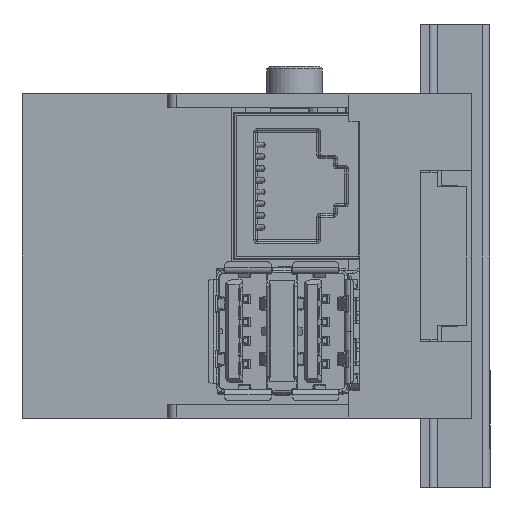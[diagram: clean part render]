
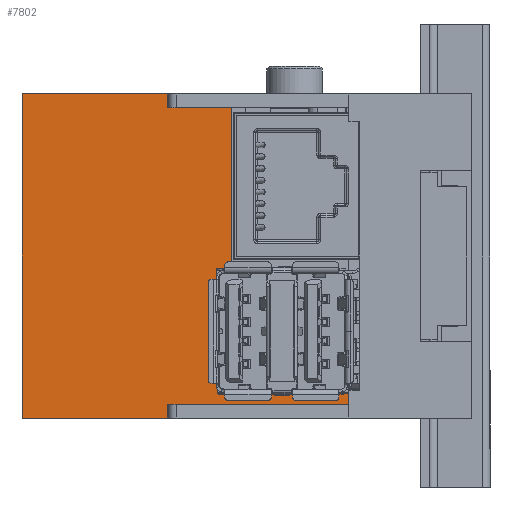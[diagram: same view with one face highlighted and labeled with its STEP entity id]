
A CAD part, left-side view. The second image highlights one B-rep face of the part: STEP entity #7802.
In plain terms, the highlighted face is planar.
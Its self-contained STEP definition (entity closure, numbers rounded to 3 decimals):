
#717 = VERTEX_POINT ( 'NONE', #131729 ) ;
#1602 = VERTEX_POINT ( 'NONE', #78097 ) ;
#3127 = LINE ( 'NONE', #31404, #128725 ) ;
#4718 = EDGE_CURVE ( 'NONE', #1602, #28539, #87535, .T. ) ;
#7673 = CARTESIAN_POINT ( 'NONE',  ( 40., -0.2, 14.882 ) ) ;
#7802 = ADVANCED_FACE ( 'NONE', ( #132146 ), #51920, .F. ) ;
#8820 = VERTEX_POINT ( 'NONE', #110917 ) ;
#13741 = CARTESIAN_POINT ( 'NONE',  ( 40., 35.3, 17.5 ) ) ;
#18255 = CARTESIAN_POINT ( 'NONE',  ( 40., 19.6, 17.5 ) ) ;
#18914 = DIRECTION ( 'NONE',  ( 0., 1., 0. ) ) ;
#21213 = CARTESIAN_POINT ( 'NONE',  ( 40., 19.6, 17.5 ) ) ;
#22781 = LINE ( 'NONE', #157234, #111069 ) ;
#23512 = EDGE_LOOP ( 'NONE', ( #79157, #79957, #42046, #53241, #54266, #156052, #120693, #104005, #92422, #61336, #107484, #72049 ) ) ;
#24360 = DIRECTION ( 'NONE',  ( 0., 0., -1. ) ) ;
#25273 = DIRECTION ( 'NONE',  ( 0., 1., 0. ) ) ;
#28539 = VERTEX_POINT ( 'NONE', #13741 ) ;
#30131 = DIRECTION ( 'NONE',  ( 0., 0., 1. ) ) ;
#31404 = CARTESIAN_POINT ( 'NONE',  ( 40., 14.168, 14.882 ) ) ;
#32926 = CARTESIAN_POINT ( 'NONE',  ( 40., 19.6, -16. ) ) ;
#33174 = VECTOR ( 'NONE', #125075, 1000. ) ;
#34033 = EDGE_CURVE ( 'NONE', #717, #8820, #109371, .T. ) ;
#34828 = VERTEX_POINT ( 'NONE', #132564 ) ;
#36643 = LINE ( 'NONE', #18255, #93510 ) ;
#37954 = CARTESIAN_POINT ( 'NONE',  ( 40., 12.65, 1.401 ) ) ;
#42046 = ORIENTED_EDGE ( 'NONE', *, *, #149925, .F. ) ;
#43893 = DIRECTION ( 'NONE',  ( 0., 0., 1. ) ) ;
#45839 = VERTEX_POINT ( 'NONE', #32926 ) ;
#46010 = LINE ( 'NONE', #131082, #77265 ) ;
#48701 = VECTOR ( 'NONE', #25273, 1000. ) ;
#51920 = PLANE ( 'NONE',  #125390 ) ;
#53241 = ORIENTED_EDGE ( 'NONE', *, *, #34033, .F. ) ;
#54235 = VECTOR ( 'NONE', #139856, 1000. ) ;
#54266 = ORIENTED_EDGE ( 'NONE', *, *, #68382, .F. ) ;
#54780 = CARTESIAN_POINT ( 'NONE',  ( 40., 19.6, 17.5 ) ) ;
#56453 = LINE ( 'NONE', #7673, #64260 ) ;
#57102 = VERTEX_POINT ( 'NONE', #116751 ) ;
#59083 = LINE ( 'NONE', #54780, #82868 ) ;
#61336 = ORIENTED_EDGE ( 'NONE', *, *, #151380, .F. ) ;
#61705 = CARTESIAN_POINT ( 'NONE',  ( 40., 19.6, -17.5 ) ) ;
#64260 = VECTOR ( 'NONE', #146510, 1000. ) ;
#68382 = EDGE_CURVE ( 'NONE', #137003, #717, #46010, .T. ) ;
#72049 = ORIENTED_EDGE ( 'NONE', *, *, #81301, .F. ) ;
#72927 = CARTESIAN_POINT ( 'NONE',  ( 40., 12.65, -16. ) ) ;
#77265 = VECTOR ( 'NONE', #43893, 1000. ) ;
#77989 = LINE ( 'NONE', #85731, #80014 ) ;
#78097 = CARTESIAN_POINT ( 'NONE',  ( 40., 35.3, -17.5 ) ) ;
#79157 = ORIENTED_EDGE ( 'NONE', *, *, #122392, .T. ) ;
#79957 = ORIENTED_EDGE ( 'NONE', *, *, #87390, .F. ) ;
#80014 = VECTOR ( 'NONE', #24360, 1000. ) ;
#81301 = EDGE_CURVE ( 'NONE', #57102, #135338, #148925, .T. ) ;
#82868 = VECTOR ( 'NONE', #30131, 1000. ) ;
#84575 = CARTESIAN_POINT ( 'NONE',  ( 40., 19.6, 17.5 ) ) ;
#85731 = CARTESIAN_POINT ( 'NONE',  ( 40., 0., 16. ) ) ;
#87112 = VECTOR ( 'NONE', #94697, 1000. ) ;
#87390 = EDGE_CURVE ( 'NONE', #155282, #34828, #56453, .T. ) ;
#87535 = LINE ( 'NONE', #114643, #54235 ) ;
#92422 = ORIENTED_EDGE ( 'NONE', *, *, #4718, .T. ) ;
#93510 = VECTOR ( 'NONE', #94974, 1000. ) ;
#94697 = DIRECTION ( 'NONE',  ( 0., 0., 1. ) ) ;
#94974 = DIRECTION ( 'NONE',  ( 0., 1., 0. ) ) ;
#95433 = CARTESIAN_POINT ( 'NONE',  ( 40., -32.035, 16. ) ) ;
#97566 = LINE ( 'NONE', #61705, #148703 ) ;
#98034 = VERTEX_POINT ( 'NONE', #84575 ) ;
#102758 = EDGE_CURVE ( 'NONE', #137003, #45839, #22781, .T. ) ;
#102879 = DIRECTION ( 'NONE',  ( 0., 0., 1. ) ) ;
#103408 = DIRECTION ( 'NONE',  ( -1., 0., 0. ) ) ;
#104005 = ORIENTED_EDGE ( 'NONE', *, *, #143884, .T. ) ;
#107484 = ORIENTED_EDGE ( 'NONE', *, *, #135849, .F. ) ;
#108636 = DIRECTION ( 'NONE',  ( 0., -0.006, 1. ) ) ;
#109371 = LINE ( 'NONE', #37954, #48701 ) ;
#110917 = CARTESIAN_POINT ( 'NONE',  ( 40., 14.252, 1.401 ) ) ;
#111069 = VECTOR ( 'NONE', #18914, 1000. ) ;
#114643 = CARTESIAN_POINT ( 'NONE',  ( 40., 35.3, 17.5 ) ) ;
#115123 = CARTESIAN_POINT ( 'NONE',  ( 40., 19.6, -17.5 ) ) ;
#116751 = CARTESIAN_POINT ( 'NONE',  ( 40., 0., 16. ) ) ;
#120693 = ORIENTED_EDGE ( 'NONE', *, *, #137317, .F. ) ;
#122392 = EDGE_CURVE ( 'NONE', #57102, #34828, #77989, .T. ) ;
#125075 = DIRECTION ( 'NONE',  ( 0., 1., 0. ) ) ;
#125390 = AXIS2_PLACEMENT_3D ( 'NONE', #151852, #103408, #102879 ) ;
#126328 = LINE ( 'NONE', #21213, #87112 ) ;
#128725 = VECTOR ( 'NONE', #108636, 1000. ) ;
#131082 = CARTESIAN_POINT ( 'NONE',  ( 40., 12.65, 1.401 ) ) ;
#131729 = CARTESIAN_POINT ( 'NONE',  ( 40., 12.65, 1.401 ) ) ;
#132146 = FACE_OUTER_BOUND ( 'NONE', #23512, .T. ) ;
#132564 = CARTESIAN_POINT ( 'NONE',  ( 40., 0., 14.882 ) ) ;
#135338 = VERTEX_POINT ( 'NONE', #137299 ) ;
#135608 = VERTEX_POINT ( 'NONE', #115123 ) ;
#135849 = EDGE_CURVE ( 'NONE', #135338, #98034, #126328, .T. ) ;
#136326 = DIRECTION ( 'NONE',  ( 0., 1., 0. ) ) ;
#137003 = VERTEX_POINT ( 'NONE', #72927 ) ;
#137299 = CARTESIAN_POINT ( 'NONE',  ( 40., 19.6, 16. ) ) ;
#137317 = EDGE_CURVE ( 'NONE', #135608, #45839, #59083, .T. ) ;
#139856 = DIRECTION ( 'NONE',  ( 0., 0., 1. ) ) ;
#143884 = EDGE_CURVE ( 'NONE', #135608, #1602, #97566, .T. ) ;
#146510 = DIRECTION ( 'NONE',  ( 0., -1., 0. ) ) ;
#148703 = VECTOR ( 'NONE', #136326, 1000. ) ;
#148925 = LINE ( 'NONE', #95433, #33174 ) ;
#149925 = EDGE_CURVE ( 'NONE', #8820, #155282, #3127, .T. ) ;
#151380 = EDGE_CURVE ( 'NONE', #98034, #28539, #36643, .T. ) ;
#151852 = CARTESIAN_POINT ( 'NONE',  ( 40., 19.6, 17.5 ) ) ;
#155244 = CARTESIAN_POINT ( 'NONE',  ( 40., 14.168, 14.882 ) ) ;
#155282 = VERTEX_POINT ( 'NONE', #155244 ) ;
#156052 = ORIENTED_EDGE ( 'NONE', *, *, #102758, .T. ) ;
#157234 = CARTESIAN_POINT ( 'NONE',  ( 40., -32.035, -16. ) ) ;
